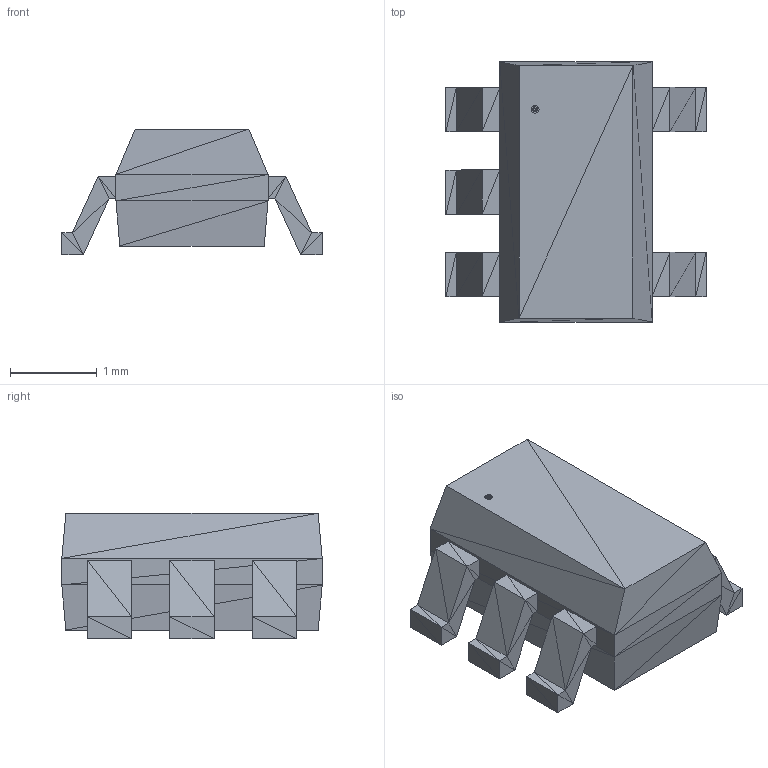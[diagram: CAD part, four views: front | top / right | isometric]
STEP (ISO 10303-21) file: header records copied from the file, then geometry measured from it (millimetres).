
FILE_DESCRIPTION(('STEP AP214'),'1');
FILE_NAME('SOT23-5L-L','2018-11-29T12:31:33',(''),(''),'','','');
FILE_SCHEMA(('AUTOMOTIVE_DESIGN'));
Length unit declared in the file: millimetre
Products named in the file (1): product
Bounding box: 3 x 3 x 1.45 mm (x, y, z)
Surface area: 30.3 mm2 (no closed solid volume)
Topology: 0 solids, 296 shells, 296 faces, 888 edges, 888 vertices
Faces by surface type: plane 296
Entity records: 9827 total; most frequent: CARTESIAN_POINT 2073, DIRECTION 1482, ORIENTED_EDGE 888, EDGE_CURVE 888, VERTEX_POINT 888, LINE 888, VECTOR 888, AXIS2_PLACEMENT_3D 297
